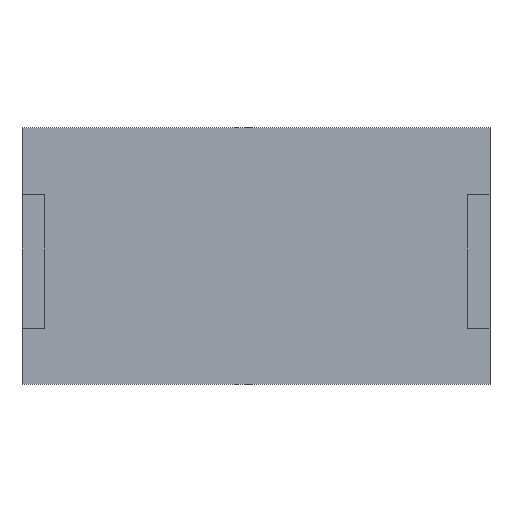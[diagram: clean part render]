
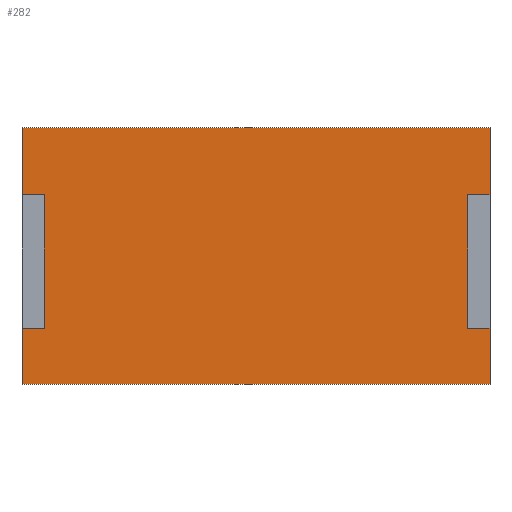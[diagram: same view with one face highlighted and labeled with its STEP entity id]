
A CAD part, front view. The second image highlights one B-rep face of the part: STEP entity #282.
In plain terms, the highlighted planar face has unit normal (0, -1, 0).
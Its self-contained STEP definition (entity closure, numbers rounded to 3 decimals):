
#24=FACE_OUTER_BOUND('',#42,.T.);
#42=EDGE_LOOP('',(#207,#208,#209,#210));
#55=LINE('',#407,#91);
#59=LINE('',#415,#95);
#62=LINE('',#421,#98);
#65=LINE('',#426,#101);
#91=VECTOR('',#333,10.);
#95=VECTOR('',#339,10.);
#98=VECTOR('',#344,10.);
#101=VECTOR('',#349,10.);
#127=VERTEX_POINT('',#405);
#128=VERTEX_POINT('',#406);
#131=VERTEX_POINT('',#414);
#133=VERTEX_POINT('',#420);
#151=EDGE_CURVE('',#127,#128,#55,.T.);
#155=EDGE_CURVE('',#128,#131,#59,.T.);
#158=EDGE_CURVE('',#131,#133,#62,.T.);
#161=EDGE_CURVE('',#133,#127,#65,.T.);
#207=ORIENTED_EDGE('',*,*,#161,.T.);
#208=ORIENTED_EDGE('',*,*,#151,.T.);
#209=ORIENTED_EDGE('',*,*,#155,.T.);
#210=ORIENTED_EDGE('',*,*,#158,.T.);
#264=PLANE('',#316);
#282=ADVANCED_FACE('',(#24),#264,.F.);
#316=AXIS2_PLACEMENT_3D('',#429,#353,#354);
#333=DIRECTION('',(-1.,0.,0.));
#339=DIRECTION('',(0.,0.,-1.));
#344=DIRECTION('',(1.,0.,0.));
#349=DIRECTION('',(0.,0.,1.));
#353=DIRECTION('center_axis',(0.,1.,0.));
#354=DIRECTION('ref_axis',(1.,0.,0.));
#405=CARTESIAN_POINT('',(21.,0.,23.));
#406=CARTESIAN_POINT('',(-21.,0.,23.));
#407=CARTESIAN_POINT('',(21.,0.,23.));
#414=CARTESIAN_POINT('',(-21.,0.,0.));
#415=CARTESIAN_POINT('',(-21.,0.,23.));
#420=CARTESIAN_POINT('',(21.,0.,0.));
#421=CARTESIAN_POINT('',(-21.,0.,0.));
#426=CARTESIAN_POINT('',(21.,0.,0.));
#429=CARTESIAN_POINT('Origin',(0.,0.,11.5));
